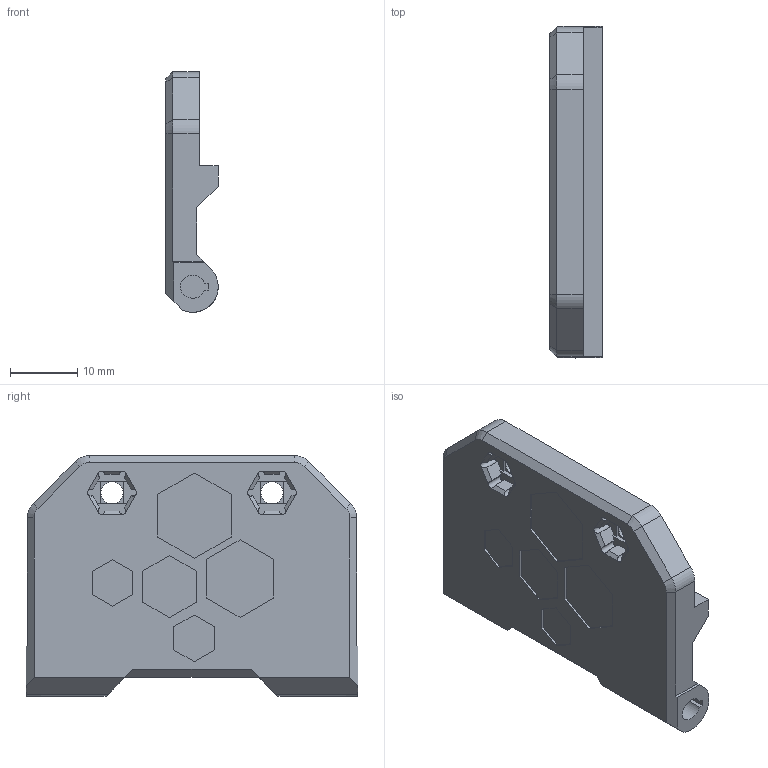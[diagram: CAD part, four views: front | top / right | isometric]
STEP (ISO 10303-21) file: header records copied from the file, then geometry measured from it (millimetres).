
FILE_DESCRIPTION(/* description */ (''),/* implementation_level */ '2;1');
FILE_NAME(/* name */ 'door_hinge-R1.stp',/* time_stamp */ '2023-07-03T09:32:01+02:00',/* author */ ('borek.rajtora'),/* organization */ (''),/* preprocessor_version */ 'ST-DEVELOPER v19',/* originating_system */ 'Autodesk Inventor 2023',/* authorisation */ '');
FILE_SCHEMA (('AUTOMOTIVE_DESIGN { 1 0 10303 214 3 1 1 }'));
Length unit declared in the file: millimetre
Products named in the file (1): hinge_b
Bounding box: 7.8 x 49.4 x 35.8 mm (x, y, z)
Volume: 8544.6 mm3; surface area: 4814.7 mm2
Topology: 1 solids, 1 shells, 177 faces, 477 edges, 313 vertices
Faces by surface type: plane 143, cylinder 19, bspline 11, cone 4
Full cylindrical faces by diameter (mm): 3.3 x2
Entity records: 5627 total; most frequent: CARTESIAN_POINT 1119, ORIENTED_EDGE 954, DIRECTION 871, EDGE_CURVE 477, LINE 381, VECTOR 381, VERTEX_POINT 312, AXIS2_PLACEMENT_3D 245
